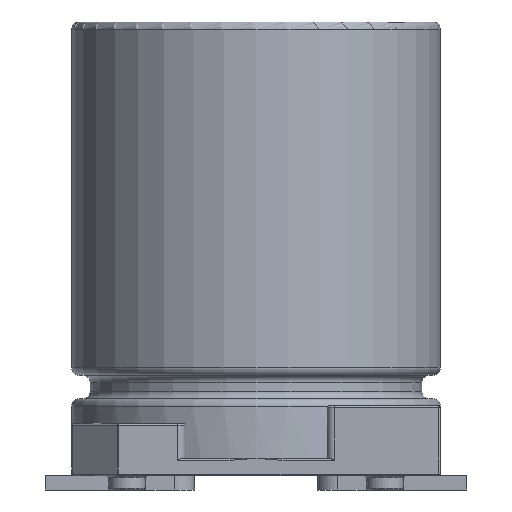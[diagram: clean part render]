
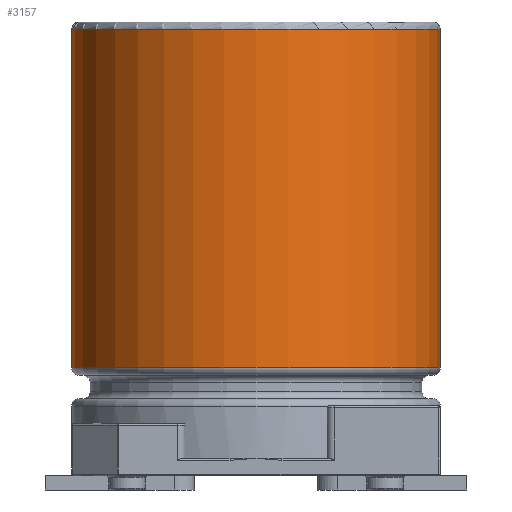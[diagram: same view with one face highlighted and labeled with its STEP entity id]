
A CAD part, front view. The second image highlights one B-rep face of the part: STEP entity #3157.
In plain terms, the highlighted cylindrical face has radius 3.15 mm (diameter 6.3 mm), a full revolution.
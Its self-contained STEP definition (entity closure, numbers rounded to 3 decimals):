
#316=CYLINDRICAL_SURFACE('',#3447,3.15);
#446=FACE_OUTER_BOUND('',#597,.T.);
#597=EDGE_LOOP('',(#2864,#2865,#2866,#2867,#2868,#2869));
#751=LINE('',#6205,#896);
#896=VECTOR('',#4134,3.15);
#1050=CIRCLE('',#3445,3.15);
#1051=CIRCLE('',#3446,3.15);
#1052=CIRCLE('',#3448,3.15);
#1053=CIRCLE('',#3449,3.15);
#1437=VERTEX_POINT('',#6198);
#1438=VERTEX_POINT('',#6200);
#1439=VERTEX_POINT('',#6204);
#1440=VERTEX_POINT('',#6206);
#1927=EDGE_CURVE('',#1437,#1438,#1050,.T.);
#1928=EDGE_CURVE('',#1438,#1437,#1051,.T.);
#1929=EDGE_CURVE('',#1438,#1439,#751,.T.);
#1930=EDGE_CURVE('',#1440,#1439,#1052,.T.);
#1931=EDGE_CURVE('',#1439,#1440,#1053,.T.);
#2864=ORIENTED_EDGE('',*,*,#1928,.F.);
#2865=ORIENTED_EDGE('',*,*,#1929,.T.);
#2866=ORIENTED_EDGE('',*,*,#1930,.F.);
#2867=ORIENTED_EDGE('',*,*,#1931,.F.);
#2868=ORIENTED_EDGE('',*,*,#1929,.F.);
#2869=ORIENTED_EDGE('',*,*,#1927,.F.);
#3157=ADVANCED_FACE('',(#446),#316,.T.);
#3445=AXIS2_PLACEMENT_3D('',#6201,#4128,#4129);
#3446=AXIS2_PLACEMENT_3D('',#6202,#4130,#4131);
#3447=AXIS2_PLACEMENT_3D('',#6203,#4132,#4133);
#3448=AXIS2_PLACEMENT_3D('',#6207,#4135,#4136);
#3449=AXIS2_PLACEMENT_3D('',#6208,#4137,#4138);
#4128=DIRECTION('center_axis',(0.,0.,1.));
#4129=DIRECTION('ref_axis',(0.,1.,0.));
#4130=DIRECTION('center_axis',(0.,0.,1.));
#4131=DIRECTION('ref_axis',(0.,1.,0.));
#4132=DIRECTION('center_axis',(0.,0.,1.));
#4133=DIRECTION('ref_axis',(0.,1.,0.));
#4134=DIRECTION('',(0.,0.,-1.));
#4135=DIRECTION('center_axis',(0.,0.,-1.));
#4136=DIRECTION('ref_axis',(0.,-1.,0.));
#4137=DIRECTION('center_axis',(0.,0.,-1.));
#4138=DIRECTION('ref_axis',(0.,-1.,0.));
#6198=CARTESIAN_POINT('',(0.,3.15,7.874));
#6200=CARTESIAN_POINT('',(0.,-3.15,7.874));
#6201=CARTESIAN_POINT('Origin',(0.,0.,7.874));
#6202=CARTESIAN_POINT('Origin',(0.,0.,7.874));
#6203=CARTESIAN_POINT('Origin',(0.,0.,0.54));
#6204=CARTESIAN_POINT('',(0.,-3.15,2.086));
#6205=CARTESIAN_POINT('',(0.,-3.15,0.54));
#6206=CARTESIAN_POINT('',(0.,3.15,2.086));
#6207=CARTESIAN_POINT('Origin',(0.,0.,2.086));
#6208=CARTESIAN_POINT('Origin',(0.,0.,2.086));
